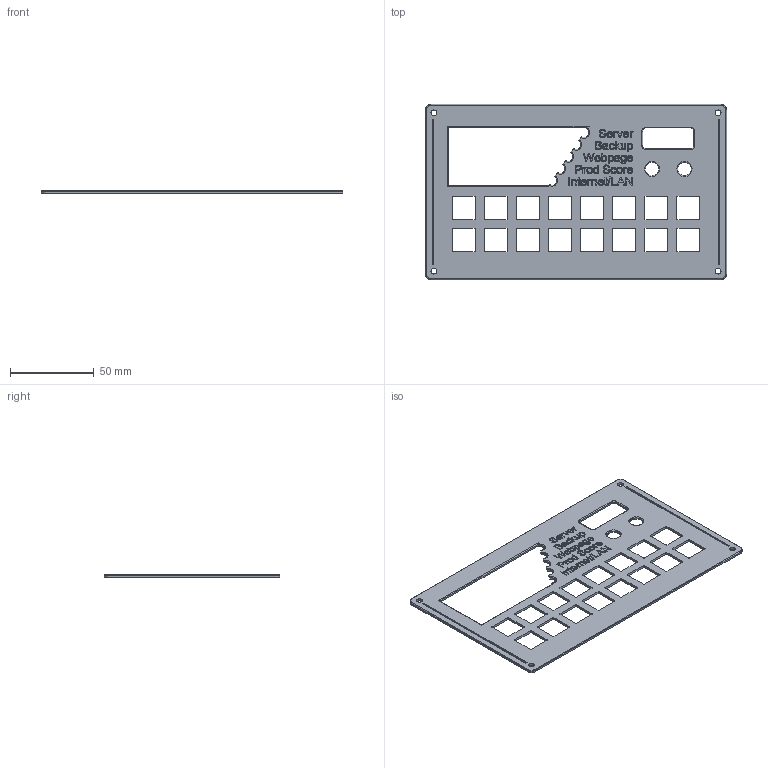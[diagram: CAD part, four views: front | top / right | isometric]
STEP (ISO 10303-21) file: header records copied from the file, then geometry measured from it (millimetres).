
FILE_DESCRIPTION(/* description */ (''),/* implementation_level */ '2;1');
FILE_NAME(/* name */ 'TopCase.step',/* time_stamp */ '2025-12-13T22:38:56+01:00',/* author */ (''),/* organization */ (''),/* preprocessor_version */ 'ST-DEVELOPER v20.1',/* originating_system */ 'Autodesk Translation Framework v14.21.0.0',/* authorisation */ '');
FILE_SCHEMA (('AUTOMOTIVE_DESIGN { 1 0 10303 214 3 1 1 }'));
Length unit declared in the file: millimetre
Products named in the file (2): 2025-12-13-22-38-56-416; 2025-12-13-22-38-56-421
Assembly tree (1 placements, depth 2):
  2025-12-13-22-38-56-416
    2025-12-13-22-38-56-421
Bounding box: 179.5 x 104.4 x 1.5 mm (x, y, z)
Volume: 18433.6 mm3; surface area: 28384.3 mm2
Topology: 1 solids, 1 shells, 1047 faces, 2909 edges, 1926 vertices
Faces by surface type: bspline 540, plane 380, cylinder 108, torus 19
Full cylindrical faces by diameter (mm): 3.4 x4, 8 x2
Entity records: 38661 total; most frequent: CARTESIAN_POINT 15195, ORIENTED_EDGE 5818, DIRECTION 3062, EDGE_CURVE 2909, VERTEX_POINT 1926, LINE 1596, VECTOR 1596, EDGE_LOOP 1157
